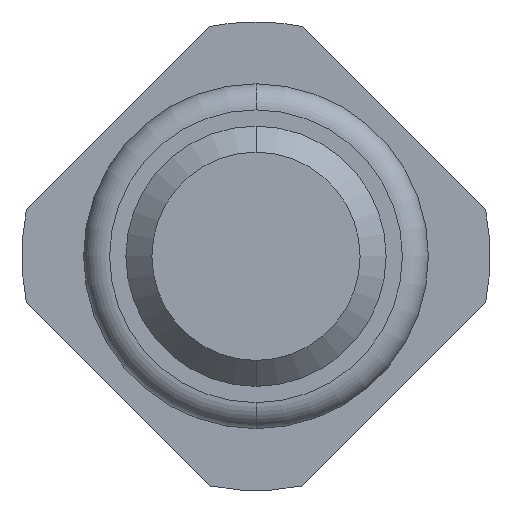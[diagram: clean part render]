
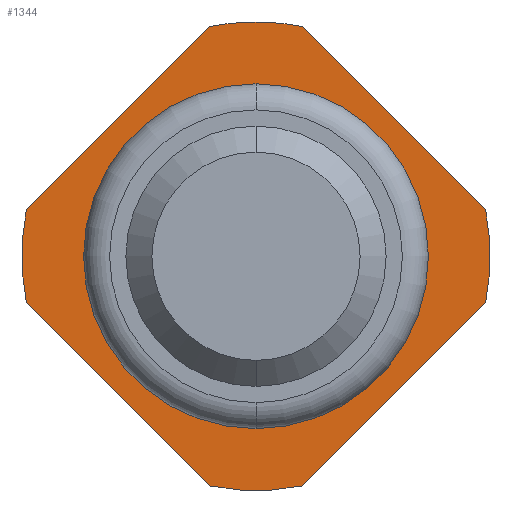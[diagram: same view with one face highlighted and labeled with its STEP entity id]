
A CAD part, front view. The second image highlights one B-rep face of the part: STEP entity #1344.
In plain terms, the highlighted planar face has unit normal (0, -1, 0).
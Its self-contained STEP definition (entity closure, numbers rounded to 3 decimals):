
#68 = EDGE_CURVE ( 'Defeature ausgef�hrt2_15+Defeature ausgef�hrt2_0+Defeature ausgef�hrt2_1+Defeature ausgef�hrt2_4', #1995, #2387, #1605, .T. ) ;
#70 = VECTOR ( 'NONE', #321, 1000. ) ;
#107 = VECTOR ( 'NONE', #578, 1000. ) ;
#136 = DIRECTION ( 'NONE',  ( 0., 0., 1. ) ) ;
#245 = ORIENTED_EDGE ( 'NONE', *, *, #2962, .F. ) ;
#254 = ORIENTED_EDGE ( 'NONE', *, *, #3161, .T. ) ;
#268 = ORIENTED_EDGE ( 'NONE', *, *, #853, .F. ) ;
#271 = VERTEX_POINT ( 'NONE', #1796 ) ;
#278 = DIRECTION ( 'NONE',  ( 0., 0., 1. ) ) ;
#295 = EDGE_CURVE ( 'Defeature ausgef�hrt2_18+Defeature ausgef�hrt2_0+Defeature ausgef�hrt2_2+Defeature ausgef�hrt2_1', #2256, #271, #3531, .T. ) ;
#321 = DIRECTION ( 'NONE',  ( -0.707, 0., -0.707 ) ) ;
#349 = ORIENTED_EDGE ( 'NONE', *, *, #295, .F. ) ;
#352 = FACE_OUTER_BOUND ( 'NONE', #426, .T. ) ;
#359 = CIRCLE ( 'NONE', #671, 1.8 ) ;
#374 = AXIS2_PLACEMENT_3D ( 'NONE', #1710, #1438, #862 ) ;
#382 = CARTESIAN_POINT ( 'NONE',  ( -1.764, -2., -0.357 ) ) ;
#423 = VERTEX_POINT ( 'NONE', #3557 ) ;
#426 = EDGE_LOOP ( 'NONE', ( #349, #1848, #2275, #1514, #732, #268, #3667, #2436, #245 ) ) ;
#430 = DIRECTION ( 'NONE',  ( 0., 0., 1. ) ) ;
#559 = CIRCLE ( 'NONE', #1164, 1.8 ) ;
#568 = CARTESIAN_POINT ( 'NONE',  ( -0.357, -2., 1.764 ) ) ;
#569 = EDGE_CURVE ( 'Defeature ausgef�hrt2_4+Defeature ausgef�hrt2_0+Defeature ausgef�hrt2_15+Defeature ausgef�hrt2_16', #2387, #423, #1547, .T. ) ;
#571 = DIRECTION ( 'NONE',  ( 0.707, 0., 0.707 ) ) ;
#578 = DIRECTION ( 'NONE',  ( -0.707, 0., 0.707 ) ) ;
#600 = VERTEX_POINT ( 'NONE', #2147 ) ;
#671 = AXIS2_PLACEMENT_3D ( 'NONE', #2251, #1090, #2510 ) ;
#732 = ORIENTED_EDGE ( 'NONE', *, *, #3419, .F. ) ;
#759 = AXIS2_PLACEMENT_3D ( 'NONE', #1485, #1464, #1751 ) ;
#762 = DIRECTION ( 'NONE',  ( 0., 1., 0. ) ) ;
#806 = VECTOR ( 'NONE', #571, 1000. ) ;
#853 = EDGE_CURVE ( 'Defeature ausgef�hrt2_16+Defeature ausgef�hrt2_0+Defeature ausgef�hrt2_4+Defeature ausgef�hrt2_3', #423, #874, #1468, .T. ) ;
#855 = CIRCLE ( 'NONE', #374, 1.325 ) ;
#862 = DIRECTION ( 'NONE',  ( 0., 0., 1. ) ) ;
#874 = VERTEX_POINT ( 'NONE', #382 ) ;
#1090 = DIRECTION ( 'NONE',  ( 0., 1., 0. ) ) ;
#1164 = AXIS2_PLACEMENT_3D ( 'NONE', #1639, #2153, #430 ) ;
#1191 = EDGE_CURVE ( 'Defeature ausgef�hrt2_2+Defeature ausgef�hrt2_0+Defeature ausgef�hrt2_17+Defeature ausgef�hrt2_18', #3641, #3199, #1244, .T. ) ;
#1237 = CARTESIAN_POINT ( 'NONE',  ( 0.357, -2., -1.764 ) ) ;
#1244 = CIRCLE ( 'NONE', #2090, 1.8 ) ;
#1246 = CARTESIAN_POINT ( 'NONE',  ( 0., -2., 1.325 ) ) ;
#1258 = CARTESIAN_POINT ( 'NONE',  ( 0., -2., 0. ) ) ;
#1309 = FACE_BOUND ( 'NONE', #1841, .T. ) ;
#1314 = CARTESIAN_POINT ( 'NONE',  ( 0., -2., 0. ) ) ;
#1344 = ADVANCED_FACE ( 'Defeature ausgef�hrt2_0', ( #1309, #352 ), #2793, .F. ) ;
#1438 = DIRECTION ( 'NONE',  ( 0., 1., 0. ) ) ;
#1464 = DIRECTION ( 'NONE',  ( 0., 1., 0. ) ) ;
#1468 = LINE ( 'NONE', #3146, #107 ) ;
#1474 = AXIS2_PLACEMENT_3D ( 'NONE', #1258, #1842, #2947 ) ;
#1485 = CARTESIAN_POINT ( 'NONE',  ( 0., -2., 0. ) ) ;
#1514 = ORIENTED_EDGE ( 'NONE', *, *, #1651, .F. ) ;
#1547 = CIRCLE ( 'NONE', #1474, 1.8 ) ;
#1605 = LINE ( 'NONE', #2033, #70 ) ;
#1632 = VERTEX_POINT ( 'NONE', #3335 ) ;
#1633 = DIRECTION ( 'NONE',  ( 0., 1., 0. ) ) ;
#1639 = CARTESIAN_POINT ( 'NONE',  ( 0., -2., 0. ) ) ;
#1641 = EDGE_CURVE ( 'Defeature ausgef�hrt2_0+Defeature ausgef�hrt2_12+Defeature ausgef�hrt2_12+Defeature ausgef�hrt2_12', #2695, #1632, #2908, .T. ) ;
#1651 = EDGE_CURVE ( 'Defeature ausgef�hrt2_17+Defeature ausgef�hrt2_0+Defeature ausgef�hrt2_3+Defeature ausgef�hrt2_2', #600, #3641, #2465, .T. ) ;
#1710 = CARTESIAN_POINT ( 'NONE',  ( 0., -2., 0. ) ) ;
#1731 = DIRECTION ( 'NONE',  ( 0., 1., 0. ) ) ;
#1741 = CARTESIAN_POINT ( 'NONE',  ( 1.8, -2., 0. ) ) ;
#1751 = DIRECTION ( 'NONE',  ( 0., 0., 1. ) ) ;
#1796 = CARTESIAN_POINT ( 'NONE',  ( 1.764, -2., 0.357 ) ) ;
#1841 = EDGE_LOOP ( 'NONE', ( #2654, #254 ) ) ;
#1842 = DIRECTION ( 'NONE',  ( 0., 1., 0. ) ) ;
#1848 = ORIENTED_EDGE ( 'NONE', *, *, #2258, .F. ) ;
#1981 = CARTESIAN_POINT ( 'NONE',  ( -0.161, -2., 1.961 ) ) ;
#1995 = VERTEX_POINT ( 'NONE', #2503 ) ;
#2024 = CARTESIAN_POINT ( 'NONE',  ( 0.357, -2., 1.764 ) ) ;
#2033 = CARTESIAN_POINT ( 'NONE',  ( 1.961, -2., -0.161 ) ) ;
#2050 = CARTESIAN_POINT ( 'NONE',  ( 1.961, -2., 0.161 ) ) ;
#2090 = AXIS2_PLACEMENT_3D ( 'NONE', #1314, #1633, #136 ) ;
#2147 = CARTESIAN_POINT ( 'NONE',  ( -1.764, -2., 0.357 ) ) ;
#2153 = DIRECTION ( 'NONE',  ( 0., 1., 0. ) ) ;
#2199 = CARTESIAN_POINT ( 'NONE',  ( 0., -2., 0. ) ) ;
#2251 = CARTESIAN_POINT ( 'NONE',  ( 0., -2., 0. ) ) ;
#2256 = VERTEX_POINT ( 'NONE', #2024 ) ;
#2258 = EDGE_CURVE ( 'Defeature ausgef�hrt2_2+Defeature ausgef�hrt2_0+Defeature ausgef�hrt2_17+Defeature ausgef�hrt2_18', #3199, #2256, #3028, .T. ) ;
#2275 = ORIENTED_EDGE ( 'NONE', *, *, #1191, .F. ) ;
#2387 = VERTEX_POINT ( 'NONE', #1237 ) ;
#2436 = ORIENTED_EDGE ( 'NONE', *, *, #68, .F. ) ;
#2463 = DIRECTION ( 'NONE',  ( 0., 0., 1. ) ) ;
#2465 = LINE ( 'NONE', #1981, #806 ) ;
#2503 = CARTESIAN_POINT ( 'NONE',  ( 1.764, -2., -0.357 ) ) ;
#2510 = DIRECTION ( 'NONE',  ( 0., 0., 1. ) ) ;
#2654 = ORIENTED_EDGE ( 'NONE', *, *, #1641, .T. ) ;
#2695 = VERTEX_POINT ( 'NONE', #1246 ) ;
#2793 = PLANE ( 'NONE',  #3041 ) ;
#2908 = CIRCLE ( 'NONE', #3607, 1.325 ) ;
#2925 = DIRECTION ( 'NONE',  ( 0.707, 0., -0.707 ) ) ;
#2947 = DIRECTION ( 'NONE',  ( 0., 0., 1. ) ) ;
#2962 = EDGE_CURVE ( 'Defeature ausgef�hrt2_1+Defeature ausgef�hrt2_0+Defeature ausgef�hrt2_18+Defeature ausgef�hrt2_15', #271, #1995, #359, .T. ) ;
#3007 = VECTOR ( 'NONE', #2925, 1000. ) ;
#3028 = CIRCLE ( 'NONE', #759, 1.8 ) ;
#3041 = AXIS2_PLACEMENT_3D ( 'NONE', #1741, #1731, #278 ) ;
#3146 = CARTESIAN_POINT ( 'NONE',  ( -0.161, -2., -1.961 ) ) ;
#3161 = EDGE_CURVE ( 'Defeature ausgef�hrt2_0+Defeature ausgef�hrt2_12+Defeature ausgef�hrt2_12+Defeature ausgef�hrt2_12', #1632, #2695, #855, .T. ) ;
#3199 = VERTEX_POINT ( 'NONE', #3397 ) ;
#3335 = CARTESIAN_POINT ( 'NONE',  ( 0., -2., -1.325 ) ) ;
#3397 = CARTESIAN_POINT ( 'NONE',  ( 0., -2., 1.8 ) ) ;
#3419 = EDGE_CURVE ( 'Defeature ausgef�hrt2_3+Defeature ausgef�hrt2_0+Defeature ausgef�hrt2_16+Defeature ausgef�hrt2_17', #874, #600, #559, .T. ) ;
#3531 = LINE ( 'NONE', #2050, #3007 ) ;
#3557 = CARTESIAN_POINT ( 'NONE',  ( -0.357, -2., -1.764 ) ) ;
#3607 = AXIS2_PLACEMENT_3D ( 'NONE', #2199, #762, #2463 ) ;
#3641 = VERTEX_POINT ( 'NONE', #568 ) ;
#3667 = ORIENTED_EDGE ( 'NONE', *, *, #569, .F. ) ;
